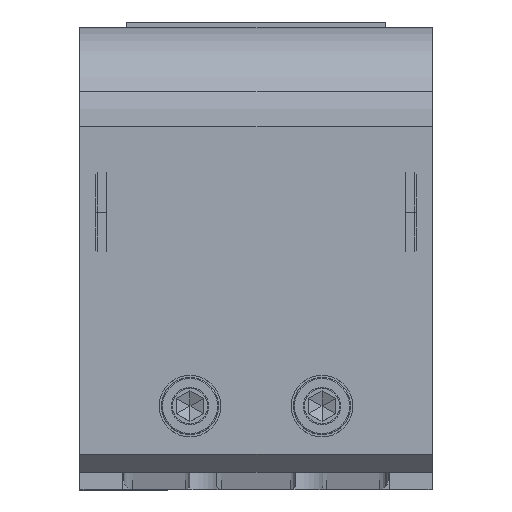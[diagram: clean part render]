
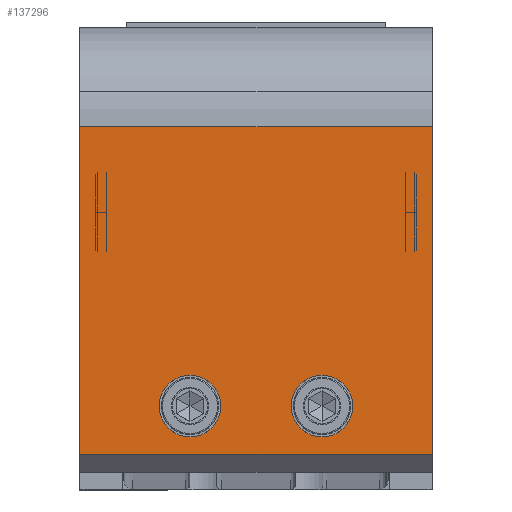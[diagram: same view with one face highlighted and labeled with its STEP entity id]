
A CAD part, top view. The second image highlights one B-rep face of the part: STEP entity #137296.
In plain terms, the highlighted planar face has unit normal (0, 0, 1).
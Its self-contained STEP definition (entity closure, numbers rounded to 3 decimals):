
#1998 = LINE ( 'NONE', #196929, #201952 ) ;
#7120 = ORIENTED_EDGE ( 'NONE', *, *, #63471, .T. ) ;
#9236 = CARTESIAN_POINT ( 'NONE',  ( 160.798, 174.238, 570.351 ) ) ;
#15559 = DIRECTION ( 'NONE',  ( -1., 0., 0. ) ) ;
#16084 = VERTEX_POINT ( 'NONE', #187429 ) ;
#16392 = DIRECTION ( 'NONE',  ( 0., -1., 0. ) ) ;
#25708 = AXIS2_PLACEMENT_3D ( 'NONE', #224047, #153440, #63711 ) ;
#27479 = VERTEX_POINT ( 'NONE', #216888 ) ;
#32432 = AXIS2_PLACEMENT_3D ( 'NONE', #69830, #87807, #90140 ) ;
#33651 = VERTEX_POINT ( 'NONE', #67938 ) ;
#35483 = ORIENTED_EDGE ( 'NONE', *, *, #64106, .F. ) ;
#37397 = VERTEX_POINT ( 'NONE', #38640 ) ;
#38640 = CARTESIAN_POINT ( 'NONE',  ( 105.798, 163.238, 570.351 ) ) ;
#44480 = ORIENTED_EDGE ( 'NONE', *, *, #142099, .T. ) ;
#47353 = DIRECTION ( 'NONE',  ( 0., 0., 1. ) ) ;
#48373 = EDGE_CURVE ( 'NONE', #157837, #81469, #124347, .T. ) ;
#49007 = EDGE_CURVE ( 'NONE', #157837, #33651, #231357, .T. ) ;
#54774 = EDGE_LOOP ( 'NONE', ( #35483, #140495 ) ) ;
#55225 = DIRECTION ( 'NONE',  ( 0., 0., -1. ) ) ;
#58560 = EDGE_LOOP ( 'NONE', ( #44480, #7120, #111151, #174590 ) ) ;
#59044 = CIRCLE ( 'NONE', #32432, 7. ) ;
#61291 = EDGE_CURVE ( 'NONE', #27479, #157755, #199373, .T. ) ;
#63471 = EDGE_CURVE ( 'NONE', #37397, #33651, #68194, .T. ) ;
#63711 = DIRECTION ( 'NONE',  ( 1., 0., 0. ) ) ;
#64106 = EDGE_CURVE ( 'NONE', #16084, #89168, #189957, .T. ) ;
#67938 = CARTESIAN_POINT ( 'NONE',  ( 185.798, 163.238, 570.351 ) ) ;
#68194 = LINE ( 'NONE', #123256, #136203 ) ;
#68921 = EDGE_LOOP ( 'NONE', ( #78410, #173681 ) ) ;
#69589 = FACE_BOUND ( 'NONE', #68921, .T. ) ;
#69830 = CARTESIAN_POINT ( 'NONE',  ( 130.798, 174.238, 570.351 ) ) ;
#74447 = CARTESIAN_POINT ( 'NONE',  ( 153.798, 174.238, 570.351 ) ) ;
#75020 = AXIS2_PLACEMENT_3D ( 'NONE', #201148, #55225, #183249 ) ;
#75693 = CIRCLE ( 'NONE', #209293, 7. ) ;
#78410 = ORIENTED_EDGE ( 'NONE', *, *, #61291, .F. ) ;
#81469 = VERTEX_POINT ( 'NONE', #125008 ) ;
#87807 = DIRECTION ( 'NONE',  ( 0., 0., 1. ) ) ;
#89168 = VERTEX_POINT ( 'NONE', #74447 ) ;
#90140 = DIRECTION ( 'NONE',  ( 1., 0., 0. ) ) ;
#99934 = AXIS2_PLACEMENT_3D ( 'NONE', #193371, #157499, #144005 ) ;
#101111 = VECTOR ( 'NONE', #232585, 1000. ) ;
#110285 = PLANE ( 'NONE',  #75020 ) ;
#111151 = ORIENTED_EDGE ( 'NONE', *, *, #49007, .F. ) ;
#123256 = CARTESIAN_POINT ( 'NONE',  ( 185.798, 163.238, 570.351 ) ) ;
#124347 = LINE ( 'NONE', #144652, #204273 ) ;
#125008 = CARTESIAN_POINT ( 'NONE',  ( 105.798, 237.738, 570.351 ) ) ;
#136203 = VECTOR ( 'NONE', #214160, 1000. ) ;
#137296 = ADVANCED_FACE ( 'NONE', ( #69589, #219055, #182025 ), #110285, .F. ) ;
#140495 = ORIENTED_EDGE ( 'NONE', *, *, #200674, .F. ) ;
#142099 = EDGE_CURVE ( 'NONE', #81469, #37397, #1998, .T. ) ;
#144005 = DIRECTION ( 'NONE',  ( 1., 0., 0. ) ) ;
#144652 = CARTESIAN_POINT ( 'NONE',  ( 185.798, 237.738, 570.351 ) ) ;
#153380 = CARTESIAN_POINT ( 'NONE',  ( 123.798, 174.238, 570.351 ) ) ;
#153440 = DIRECTION ( 'NONE',  ( 0., 0., 1. ) ) ;
#157499 = DIRECTION ( 'NONE',  ( 0., 0., 1. ) ) ;
#157755 = VERTEX_POINT ( 'NONE', #153380 ) ;
#157837 = VERTEX_POINT ( 'NONE', #184794 ) ;
#173681 = ORIENTED_EDGE ( 'NONE', *, *, #216978, .F. ) ;
#174590 = ORIENTED_EDGE ( 'NONE', *, *, #48373, .T. ) ;
#182025 = FACE_OUTER_BOUND ( 'NONE', #58560, .T. ) ;
#183249 = DIRECTION ( 'NONE',  ( -1., 0., 0. ) ) ;
#184794 = CARTESIAN_POINT ( 'NONE',  ( 185.798, 237.738, 570.351 ) ) ;
#187429 = CARTESIAN_POINT ( 'NONE',  ( 167.798, 174.238, 570.351 ) ) ;
#188605 = DIRECTION ( 'NONE',  ( 1., 0., 0. ) ) ;
#189957 = CIRCLE ( 'NONE', #25708, 7. ) ;
#193371 = CARTESIAN_POINT ( 'NONE',  ( 130.798, 174.238, 570.351 ) ) ;
#196929 = CARTESIAN_POINT ( 'NONE',  ( 105.798, 159.238, 570.351 ) ) ;
#199373 = CIRCLE ( 'NONE', #99934, 7. ) ;
#200674 = EDGE_CURVE ( 'NONE', #89168, #16084, #75693, .T. ) ;
#201148 = CARTESIAN_POINT ( 'NONE',  ( 185.798, 159.238, 570.351 ) ) ;
#201952 = VECTOR ( 'NONE', #16392, 1000. ) ;
#204273 = VECTOR ( 'NONE', #15559, 1000. ) ;
#209293 = AXIS2_PLACEMENT_3D ( 'NONE', #9236, #47353, #188605 ) ;
#213532 = CARTESIAN_POINT ( 'NONE',  ( 185.798, 159.238, 570.351 ) ) ;
#214160 = DIRECTION ( 'NONE',  ( 1., 0., 0. ) ) ;
#216888 = CARTESIAN_POINT ( 'NONE',  ( 137.798, 174.238, 570.351 ) ) ;
#216978 = EDGE_CURVE ( 'NONE', #157755, #27479, #59044, .T. ) ;
#219055 = FACE_BOUND ( 'NONE', #54774, .T. ) ;
#224047 = CARTESIAN_POINT ( 'NONE',  ( 160.798, 174.238, 570.351 ) ) ;
#231357 = LINE ( 'NONE', #213532, #101111 ) ;
#232585 = DIRECTION ( 'NONE',  ( 0., -1., 0. ) ) ;
